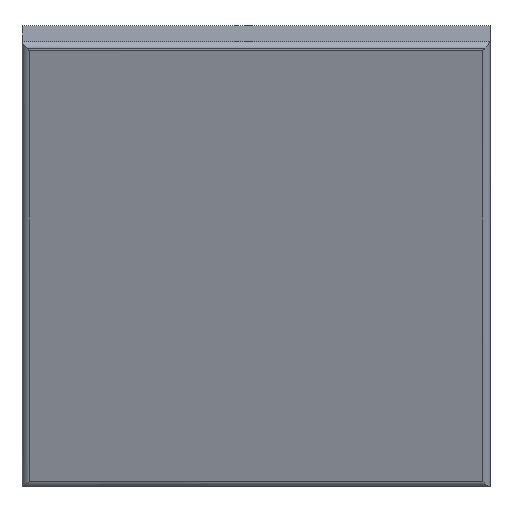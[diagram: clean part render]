
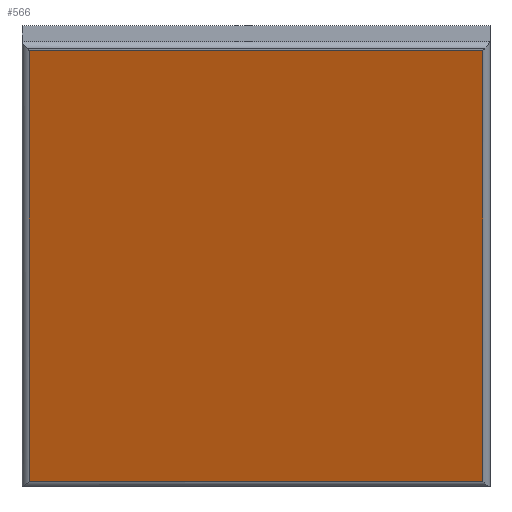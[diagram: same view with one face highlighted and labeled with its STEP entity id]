
A CAD part, top view. The second image highlights one B-rep face of the part: STEP entity #566.
In plain terms, the highlighted planar face has unit normal (0, -0.314, 0.95).
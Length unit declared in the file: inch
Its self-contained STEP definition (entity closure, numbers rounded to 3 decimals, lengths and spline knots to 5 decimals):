
#8 = PLANE ( 'NONE',  #115 ) ;
#35 = CARTESIAN_POINT ( 'NONE',  ( 23.21956, 2.91798, -8.83508 ) ) ;
#44 = CARTESIAN_POINT ( 'NONE',  ( 23.21956, 5.33868, -8.03559 ) ) ;
#45 = DIRECTION ( 'NONE',  ( 0., -0.314, 0.95 ) ) ;
#48 = LINE ( 'NONE', #181, #274 ) ;
#55 = EDGE_CURVE ( 'NONE', #636, #172, #48, .T. ) ;
#113 = DIRECTION ( 'NONE',  ( -1., 0., 0. ) ) ;
#115 = AXIS2_PLACEMENT_3D ( 'NONE', #163, #45, #300 ) ;
#124 = ORIENTED_EDGE ( 'NONE', *, *, #505, .F. ) ;
#163 = CARTESIAN_POINT ( 'NONE',  ( 0., 2.91798, -8.83508 ) ) ;
#172 = VERTEX_POINT ( 'NONE', #381 ) ;
#181 = CARTESIAN_POINT ( 'NONE',  ( 0., 5.33868, -8.03559 ) ) ;
#187 = LINE ( 'NONE', #529, #701 ) ;
#216 = LINE ( 'NONE', #35, #436 ) ;
#247 = FACE_OUTER_BOUND ( 'NONE', #340, .T. ) ;
#261 = CARTESIAN_POINT ( 'NONE',  ( 15.46956, 12.6977, -5.6051 ) ) ;
#274 = VECTOR ( 'NONE', #113, 39.37008 ) ;
#300 = DIRECTION ( 'NONE',  ( 0., -0.95, -0.314 ) ) ;
#340 = EDGE_LOOP ( 'NONE', ( #572, #677, #124, #460 ) ) ;
#381 = CARTESIAN_POINT ( 'NONE',  ( 15.46956, 5.33868, -8.03559 ) ) ;
#394 = VECTOR ( 'NONE', #450, 39.37008 ) ;
#399 = EDGE_CURVE ( 'NONE', #492, #636, #216, .T. ) ;
#419 = EDGE_CURVE ( 'NONE', #616, #492, #633, .T. ) ;
#436 = VECTOR ( 'NONE', #684, 39.37008 ) ;
#450 = DIRECTION ( 'NONE',  ( 1., 0., 0. ) ) ;
#460 = ORIENTED_EDGE ( 'NONE', *, *, #55, .F. ) ;
#492 = VERTEX_POINT ( 'NONE', #755 ) ;
#503 = CARTESIAN_POINT ( 'NONE',  ( 0., 12.6977, -5.6051 ) ) ;
#505 = EDGE_CURVE ( 'NONE', #172, #616, #187, .T. ) ;
#529 = CARTESIAN_POINT ( 'NONE',  ( 15.46956, 2.91798, -8.83508 ) ) ;
#566 = ADVANCED_FACE ( 'NONE', ( #247 ), #8, .T. ) ;
#572 = ORIENTED_EDGE ( 'NONE', *, *, #399, .F. ) ;
#616 = VERTEX_POINT ( 'NONE', #261 ) ;
#633 = LINE ( 'NONE', #503, #394 ) ;
#636 = VERTEX_POINT ( 'NONE', #44 ) ;
#677 = ORIENTED_EDGE ( 'NONE', *, *, #419, .F. ) ;
#684 = DIRECTION ( 'NONE',  ( 0., -0.95, -0.314 ) ) ;
#701 = VECTOR ( 'NONE', #780, 39.37008 ) ;
#755 = CARTESIAN_POINT ( 'NONE',  ( 23.21956, 12.6977, -5.6051 ) ) ;
#780 = DIRECTION ( 'NONE',  ( 0., 0.95, 0.314 ) ) ;
